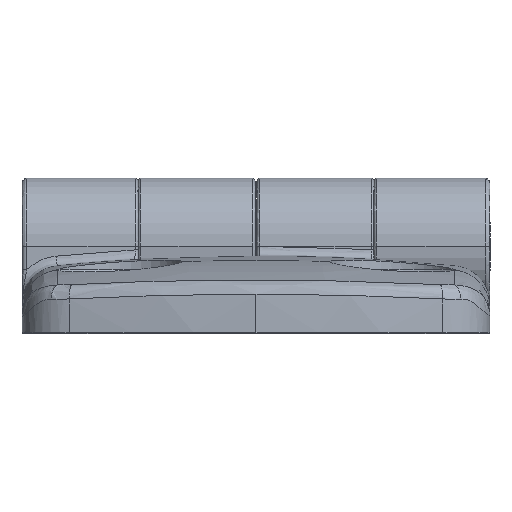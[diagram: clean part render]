
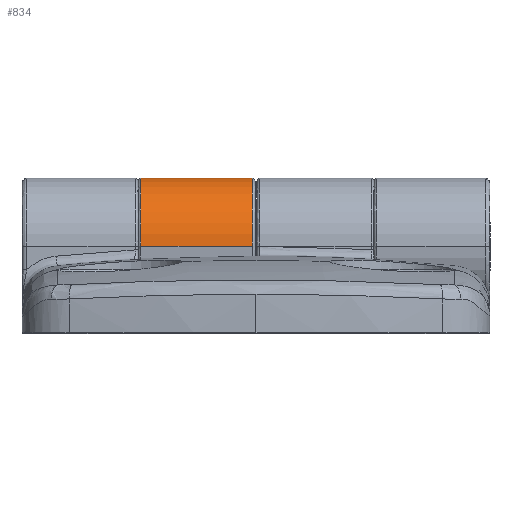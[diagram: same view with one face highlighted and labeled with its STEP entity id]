
A CAD part, top view. The second image highlights one B-rep face of the part: STEP entity #834.
In plain terms, the highlighted cylindrical face has radius 7 mm (diameter 14 mm), a partial arc.
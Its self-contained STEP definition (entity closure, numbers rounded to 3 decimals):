
#159 = AXIS2_PLACEMENT_3D ( 'NONE', #3733, #3721, #1721 ) ;
#273 = EDGE_CURVE ( 'NONE', #2183, #1871, #645, .T. ) ;
#336 = EDGE_CURVE ( 'NONE', #2183, #1839, #3899, .T. ) ;
#393 = EDGE_CURVE ( 'NONE', #1871, #1799, #1104, .T. ) ;
#419 = ORIENTED_EDGE ( 'NONE', *, *, #336, .T. ) ;
#430 = ORIENTED_EDGE ( 'NONE', *, *, #273, .F. ) ;
#527 = EDGE_CURVE ( 'NONE', #1799, #1839, #4096, .T. ) ;
#645 = CIRCLE ( 'NONE', #159, 7. ) ;
#834 = ADVANCED_FACE ( 'NONE', ( #5635 ), #2675, .T. ) ;
#908 = VECTOR ( 'NONE', #3198, 1000. ) ;
#1104 = LINE ( 'NONE', #3831, #908 ) ;
#1118 = DIRECTION ( 'NONE',  ( 0., 0., -1. ) ) ;
#1138 = DIRECTION ( 'NONE',  ( -1., 0., 0. ) ) ;
#1206 = CARTESIAN_POINT ( 'NONE',  ( -11.8, 8.9, 0. ) ) ;
#1383 = DIRECTION ( 'NONE',  ( 0., 0., 1. ) ) ;
#1435 = ORIENTED_EDGE ( 'NONE', *, *, #393, .F. ) ;
#1573 = CARTESIAN_POINT ( 'NONE',  ( -0.4, 8.9, -7. ) ) ;
#1654 = CARTESIAN_POINT ( 'NONE',  ( -0.4, 8.9, 7. ) ) ;
#1721 = DIRECTION ( 'NONE',  ( 0., 0., -1. ) ) ;
#1799 = VERTEX_POINT ( 'NONE', #1955 ) ;
#1839 = VERTEX_POINT ( 'NONE', #1869 ) ;
#1866 = VECTOR ( 'NONE', #5463, 1000. ) ;
#1869 = CARTESIAN_POINT ( 'NONE',  ( -11.8, 8.9, -7. ) ) ;
#1871 = VERTEX_POINT ( 'NONE', #1654 ) ;
#1955 = CARTESIAN_POINT ( 'NONE',  ( -11.8, 8.9, 7. ) ) ;
#2183 = VERTEX_POINT ( 'NONE', #1573 ) ;
#2675 = CYLINDRICAL_SURFACE ( 'NONE', #5557, 7. ) ;
#2689 = ORIENTED_EDGE ( 'NONE', *, *, #527, .F. ) ;
#2993 = EDGE_LOOP ( 'NONE', ( #1435, #430, #419, #2689 ) ) ;
#3198 = DIRECTION ( 'NONE',  ( -1., 0., 0. ) ) ;
#3354 = AXIS2_PLACEMENT_3D ( 'NONE', #1206, #1138, #1118 ) ;
#3668 = DIRECTION ( 'NONE',  ( -1., 0., 0. ) ) ;
#3721 = DIRECTION ( 'NONE',  ( 1., 0., 0. ) ) ;
#3733 = CARTESIAN_POINT ( 'NONE',  ( -0.4, 8.9, 0. ) ) ;
#3831 = CARTESIAN_POINT ( 'NONE',  ( 24., 8.9, 7. ) ) ;
#3899 = LINE ( 'NONE', #5686, #1866 ) ;
#4096 = CIRCLE ( 'NONE', #3354, 7. ) ;
#5463 = DIRECTION ( 'NONE',  ( -1., 0., 0. ) ) ;
#5557 = AXIS2_PLACEMENT_3D ( 'NONE', #5712, #3668, #1383 ) ;
#5635 = FACE_OUTER_BOUND ( 'NONE', #2993, .T. ) ;
#5686 = CARTESIAN_POINT ( 'NONE',  ( 24., 8.9, -7. ) ) ;
#5712 = CARTESIAN_POINT ( 'NONE',  ( 24., 8.9, 0. ) ) ;
